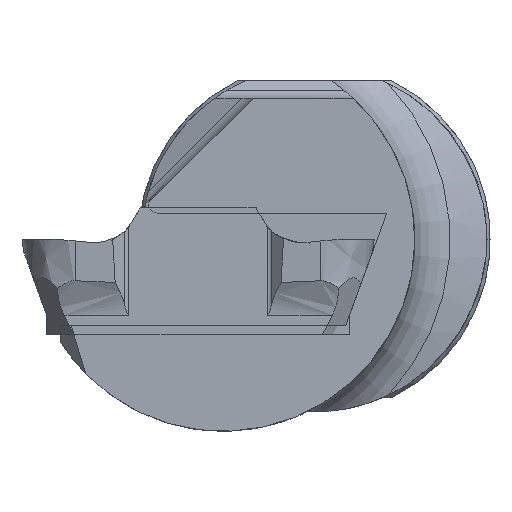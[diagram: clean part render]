
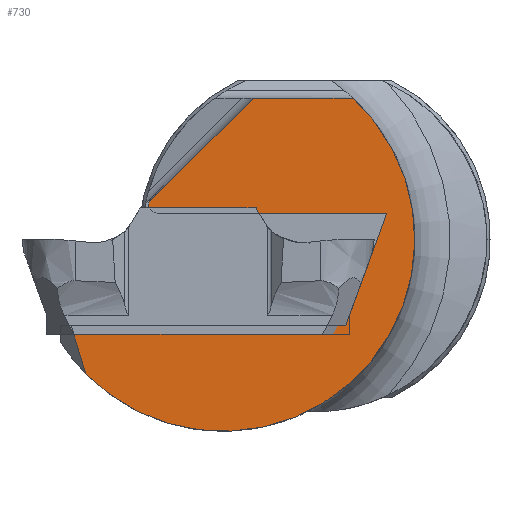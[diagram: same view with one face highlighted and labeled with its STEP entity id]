
A CAD part, left-side view. The second image highlights one B-rep face of the part: STEP entity #730.
In plain terms, the highlighted planar face has unit normal (-1, 0, 0).
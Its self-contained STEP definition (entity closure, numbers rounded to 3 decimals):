
#730=ADVANCED_FACE('',(#842),#794,.F.);
#794=PLANE('',#1998);
#842=FACE_OUTER_BOUND('',#916,.T.);
#916=EDGE_LOOP('',(#1075,#1076,#1077,#1078,#1079,#1080,#1081,#1082));
#988=CIRCLE('',#1995,5.45);
#989=CIRCLE('',#1997,0.25);
#1075=ORIENTED_EDGE('',*,*,#1607,.F.);
#1076=ORIENTED_EDGE('',*,*,#1608,.F.);
#1077=ORIENTED_EDGE('',*,*,#1606,.T.);
#1078=ORIENTED_EDGE('',*,*,#1609,.F.);
#1079=ORIENTED_EDGE('',*,*,#1610,.F.);
#1080=ORIENTED_EDGE('',*,*,#1611,.F.);
#1081=ORIENTED_EDGE('',*,*,#1612,.F.);
#1082=ORIENTED_EDGE('',*,*,#1613,.F.);
#1445=VERTEX_POINT('',#2501);
#1450=VERTEX_POINT('',#2520);
#1451=VERTEX_POINT('',#2524);
#1452=VERTEX_POINT('',#2525);
#1453=VERTEX_POINT('',#2528);
#1454=VERTEX_POINT('',#2530);
#1455=VERTEX_POINT('',#2532);
#1456=VERTEX_POINT('',#2534);
#1606=EDGE_CURVE('',#1445,#1450,#988,.T.);
#1607=EDGE_CURVE('',#1451,#1452,#1783,.T.);
#1608=EDGE_CURVE('',#1445,#1451,#1784,.T.);
#1609=EDGE_CURVE('',#1453,#1450,#1785,.T.);
#1610=EDGE_CURVE('',#1454,#1453,#1786,.T.);
#1611=EDGE_CURVE('',#1455,#1454,#989,.T.);
#1612=EDGE_CURVE('',#1456,#1455,#1787,.T.);
#1613=EDGE_CURVE('',#1452,#1456,#1788,.T.);
#1783=LINE('',#2523,#1878);
#1784=LINE('',#2526,#1879);
#1785=LINE('',#2527,#1880);
#1786=LINE('',#2529,#1881);
#1787=LINE('',#2533,#1882);
#1788=LINE('',#2535,#1883);
#1878=VECTOR('',#2130,1.);
#1879=VECTOR('',#2131,1.);
#1880=VECTOR('',#2132,1.);
#1881=VECTOR('',#2133,1.);
#1882=VECTOR('',#2136,1.);
#1883=VECTOR('',#2137,1.);
#1995=AXIS2_PLACEMENT_3D('',#2521,#2126,#2127);
#1997=AXIS2_PLACEMENT_3D('',#2531,#2134,#2135);
#1998=AXIS2_PLACEMENT_3D('',#2536,#2138,#2139);
#2126=DIRECTION('',(-1.,0.,0.));
#2127=DIRECTION('',(0.,0.,-1.));
#2130=DIRECTION('',(0.,-1.,0.));
#2131=DIRECTION('',(0.,0.288,0.958));
#2132=DIRECTION('',(0.,-1.,0.));
#2133=DIRECTION('',(0.,-0.707,0.707));
#2134=DIRECTION('',(1.,0.,0.));
#2135=DIRECTION('',(0.,0.,-1.));
#2136=DIRECTION('',(0.,1.,0.));
#2137=DIRECTION('',(0.,-0.342,0.94));
#2138=DIRECTION('',(1.,0.,0.));
#2139=DIRECTION('',(0.,0.,-1.));
#2501=CARTESIAN_POINT('',(0.3,6.491,-3.816));
#2520=CARTESIAN_POINT('',(0.3,-1.102,4.));
#2521=CARTESIAN_POINT('',(0.3,2.6,0.));
#2523=CARTESIAN_POINT('',(0.3,0.,-2.455));
#2524=CARTESIAN_POINT('',(0.3,6.9,-2.455));
#2525=CARTESIAN_POINT('',(0.3,-0.888,-2.455));
#2526=CARTESIAN_POINT('',(0.3,7.005,-2.106));
#2527=CARTESIAN_POINT('',(0.3,0.,4.));
#2528=CARTESIAN_POINT('',(0.3,1.736,4.));
#2529=CARTESIAN_POINT('',(0.3,2.868,2.868));
#2530=CARTESIAN_POINT('',(0.3,4.706,1.03));
#2531=CARTESIAN_POINT('',(0.3,4.458,0.995));
#2532=CARTESIAN_POINT('',(0.3,4.458,0.745));
#2533=CARTESIAN_POINT('',(0.3,0.,0.745));
#2534=CARTESIAN_POINT('',(0.3,-2.053,0.745));
#2535=CARTESIAN_POINT('',(0.3,-1.573,-0.573));
#2536=CARTESIAN_POINT('',(0.3,0.,0.));
